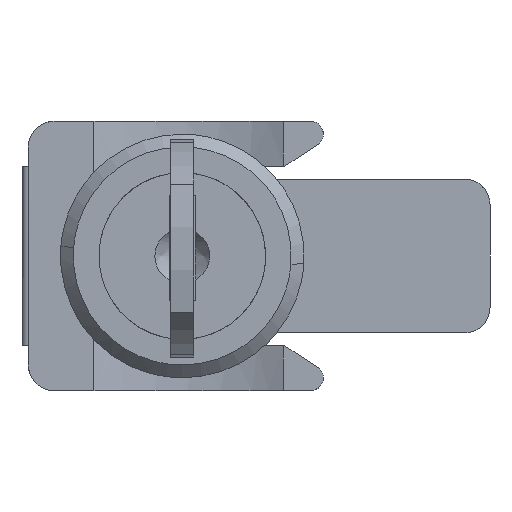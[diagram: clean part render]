
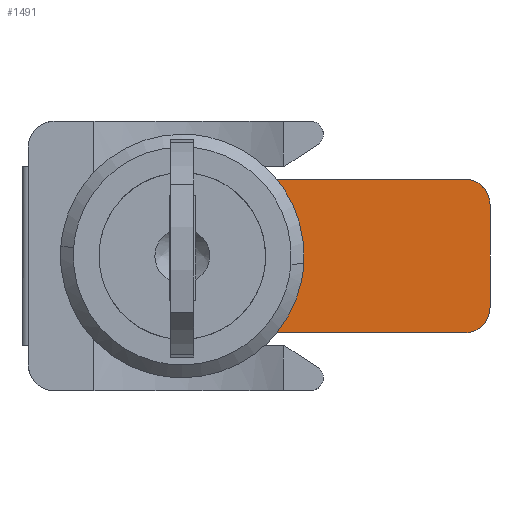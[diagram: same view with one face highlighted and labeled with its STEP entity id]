
A CAD part, front view. The second image highlights one B-rep face of the part: STEP entity #1491.
In plain terms, the highlighted free-form (B-spline) face has degree [1, 1] with [2, 2] control points.
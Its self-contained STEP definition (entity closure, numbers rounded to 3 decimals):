
#1237=CARTESIAN_POINT('',(21.999,11.,6.0));
#1238=VERTEX_POINT('',#1237);
#1244=CARTESIAN_POINT('',(23.999,11.,4.0));
#1245=VERTEX_POINT('',#1244);
#1246=CARTESIAN_POINT('',(21.999,11.,6.0));
#1247=CARTESIAN_POINT('',(23.999,11.,6.0));
#1248=CARTESIAN_POINT('',(23.999,11.,4.0));
#1256=(BOUNDED_CURVE()B_SPLINE_CURVE(2,(#1246,#1247,#1248),.UNSPECIFIED.,.F.,.U.)CURVE()GEOMETRIC_REPRESENTATION_ITEM()QUASI_UNIFORM_CURVE()RATIONAL_B_SPLINE_CURVE((1.0,0.707,1.0))REPRESENTATION_ITEM(''));
#1257=EDGE_CURVE('',#1238,#1245,#1256,.T.);
#1298=CARTESIAN_POINT('',(23.999,11.,-4.0));
#1299=VERTEX_POINT('',#1298);
#1305=CARTESIAN_POINT('',(21.999,11.,-6.0));
#1306=VERTEX_POINT('',#1305);
#1307=CARTESIAN_POINT('',(23.999,11.,-4.0));
#1308=CARTESIAN_POINT('',(23.999,11.,-6.0));
#1309=CARTESIAN_POINT('',(21.999,11.,-6.0));
#1317=(BOUNDED_CURVE()B_SPLINE_CURVE(2,(#1307,#1308,#1309),.UNSPECIFIED.,.F.,.U.)CURVE()GEOMETRIC_REPRESENTATION_ITEM()QUASI_UNIFORM_CURVE()RATIONAL_B_SPLINE_CURVE((1.0,0.707,1.0))REPRESENTATION_ITEM(''));
#1318=EDGE_CURVE('',#1299,#1306,#1317,.T.);
#1333=CARTESIAN_POINT('',(1.749,11.0,-2.45));
#1334=VERTEX_POINT('',#1333);
#1335=CARTESIAN_POINT('',(-1.751,11.,-2.45));
#1336=VERTEX_POINT('',#1335);
#1337=CARTESIAN_POINT('',(1.749,11.0,-2.45));
#1338=CARTESIAN_POINT('',(-1.751,11.,-2.45));
#1339=QUASI_UNIFORM_CURVE('',1,(#1337,#1338),.UNSPECIFIED.,.F.,.U.);
#1340=EDGE_CURVE('',#1334,#1336,#1339,.T.);
#1369=CARTESIAN_POINT('',(2.499,11.,2.05));
#1370=VERTEX_POINT('',#1369);
#1371=CARTESIAN_POINT('',(2.499,11.,2.05));
#1372=CARTESIAN_POINT('',(1.749,11.0,-2.45));
#1373=QUASI_UNIFORM_CURVE('',1,(#1371,#1372),.UNSPECIFIED.,.F.,.U.);
#1374=EDGE_CURVE('',#1370,#1334,#1373,.T.);
#1397=CARTESIAN_POINT('',(-2.501,11.,2.05));
#1398=VERTEX_POINT('',#1397);
#1399=CARTESIAN_POINT('',(-2.501,11.,2.05));
#1400=CARTESIAN_POINT('',(2.499,11.,2.05));
#1401=QUASI_UNIFORM_CURVE('',1,(#1399,#1400),.UNSPECIFIED.,.F.,.U.);
#1402=EDGE_CURVE('',#1398,#1370,#1401,.T.);
#1425=CARTESIAN_POINT('',(-1.751,11.,-2.45));
#1426=CARTESIAN_POINT('',(-2.501,11.,2.05));
#1427=QUASI_UNIFORM_CURVE('',1,(#1425,#1426),.UNSPECIFIED.,.F.,.U.);
#1428=EDGE_CURVE('',#1336,#1398,#1427,.T.);
#1440=CARTESIAN_POINT('',(-8.023,11.0,-7.149));
#1441=CARTESIAN_POINT('',(25.522,11.0,-7.149));
#1442=CARTESIAN_POINT('',(-8.023,11.0,7.149));
#1443=CARTESIAN_POINT('',(25.522,11.0,7.149));
#1444=B_SPLINE_SURFACE_WITH_KNOTS('',1,1,((#1440,#1442),(#1441,#1443)),.UNSPECIFIED.,.F.,.F.,.U.,(2,2),(2,2),(0.0,33.546),(0.0,14.299),.UNSPECIFIED.);
#1445=CARTESIAN_POINT('',(23.999,11.,4.0));
#1446=CARTESIAN_POINT('',(23.999,11.,-4.0));
#1447=QUASI_UNIFORM_CURVE('',1,(#1445,#1446),.UNSPECIFIED.,.F.,.U.);
#1448=EDGE_CURVE('',#1245,#1299,#1447,.T.);
#1449=ORIENTED_EDGE('',*,*,#1448,.F.);
#1450=ORIENTED_EDGE('',*,*,#1257,.F.);
#1451=CARTESIAN_POINT('',(2.5,11.,6.));
#1452=VERTEX_POINT('',#1451);
#1453=CARTESIAN_POINT('',(2.5,11.,6.));
#1454=CARTESIAN_POINT('',(21.999,11.,6.0));
#1455=QUASI_UNIFORM_CURVE('',1,(#1453,#1454),.UNSPECIFIED.,.F.,.U.);
#1456=EDGE_CURVE('',#1452,#1238,#1455,.T.);
#1457=ORIENTED_EDGE('',*,*,#1456,.F.);
#1458=CARTESIAN_POINT('',(2.5,11.,-6.0));
#1459=VERTEX_POINT('',#1458);
#1460=CARTESIAN_POINT('',(2.5,11.,6.));
#1461=CARTESIAN_POINT('',(-2.111,11.,7.921));
#1462=CARTESIAN_POINT('',(-5.154,11.,3.961));
#1463=CARTESIAN_POINT('',(-8.197,11.,0.));
#1464=CARTESIAN_POINT('',(-5.154,11.,-3.961));
#1465=CARTESIAN_POINT('',(-2.111,11.,-7.921));
#1466=CARTESIAN_POINT('',(2.5,11.,-6.));
#1474=(BOUNDED_CURVE()B_SPLINE_CURVE(2,(#1460,#1461,#1462,#1463,#1464,#1465,#1466),.UNSPECIFIED.,.F.,.U.)B_SPLINE_CURVE_WITH_KNOTS((3,2,2,3),(0.0,0.333,0.667,1.0),.UNSPECIFIED.)CURVE()GEOMETRIC_REPRESENTATION_ITEM()RATIONAL_B_SPLINE_CURVE((1.0,0.793,1.0,0.793,1.0,0.793,1.0))REPRESENTATION_ITEM(''));
#1475=EDGE_CURVE('',#1452,#1459,#1474,.T.);
#1476=ORIENTED_EDGE('',*,*,#1475,.T.);
#1477=CARTESIAN_POINT('',(21.999,11.,-6.0));
#1478=CARTESIAN_POINT('',(2.5,11.,-6.0));
#1479=QUASI_UNIFORM_CURVE('',1,(#1477,#1478),.UNSPECIFIED.,.F.,.U.);
#1480=EDGE_CURVE('',#1306,#1459,#1479,.T.);
#1481=ORIENTED_EDGE('',*,*,#1480,.F.);
#1482=ORIENTED_EDGE('',*,*,#1318,.F.);
#1483=EDGE_LOOP('',(#1449,#1450,#1457,#1476,#1481,#1482));
#1484=FACE_OUTER_BOUND('',#1483,.T.);
#1485=ORIENTED_EDGE('',*,*,#1402,.T.);
#1486=ORIENTED_EDGE('',*,*,#1374,.T.);
#1487=ORIENTED_EDGE('',*,*,#1340,.T.);
#1488=ORIENTED_EDGE('',*,*,#1428,.T.);
#1489=EDGE_LOOP('',(#1485,#1486,#1487,#1488));
#1490=FACE_BOUND('',#1489,.T.);
#1491=ADVANCED_FACE('',(#1484,#1490),#1444,.T.);
